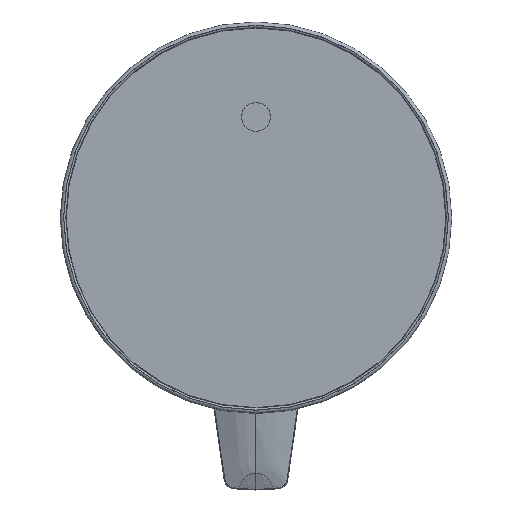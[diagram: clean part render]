
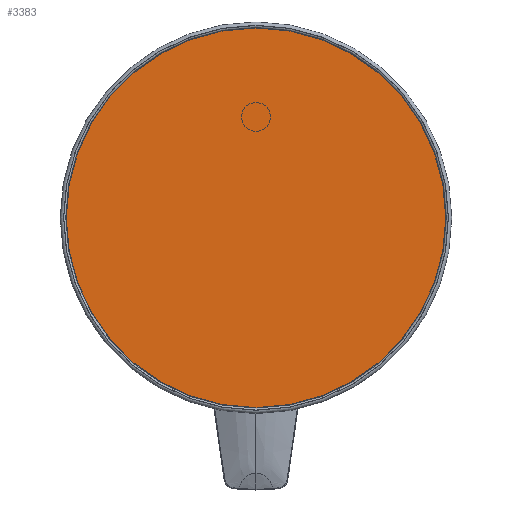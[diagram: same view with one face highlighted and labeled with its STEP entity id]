
A CAD part, left-side view. The second image highlights one B-rep face of the part: STEP entity #3383.
In plain terms, the highlighted planar face has unit normal (-1, 0, 0).
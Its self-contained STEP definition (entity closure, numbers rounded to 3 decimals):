
#231=CIRCLE('',#3732,79.);
#1624=ORIENTED_EDGE('',*,*,#2122,.T.);
#2122=EDGE_CURVE('',#2424,#2424,#231,.T.);
#2424=VERTEX_POINT('',#12124);
#2854=EDGE_LOOP('',(#1624));
#3100=FACE_BOUND('',#2854,.T.);
#3166=PLANE('',#3731);
#3383=ADVANCED_FACE('',(#3100),#3166,.F.);
#3731=AXIS2_PLACEMENT_3D('',#12122,#4436,#4437);
#3732=AXIS2_PLACEMENT_3D('',#12123,#4438,#4439);
#4436=DIRECTION('',(1.,0.,0.));
#4437=DIRECTION('',(0.,0.,-1.));
#4438=DIRECTION('',(-1.,0.,0.));
#4439=DIRECTION('',(0.,0.,1.));
#12122=CARTESIAN_POINT('',(59.3,0.,13.));
#12123=CARTESIAN_POINT('',(59.3,0.,13.));
#12124=CARTESIAN_POINT('',(59.3,0.,92.));
